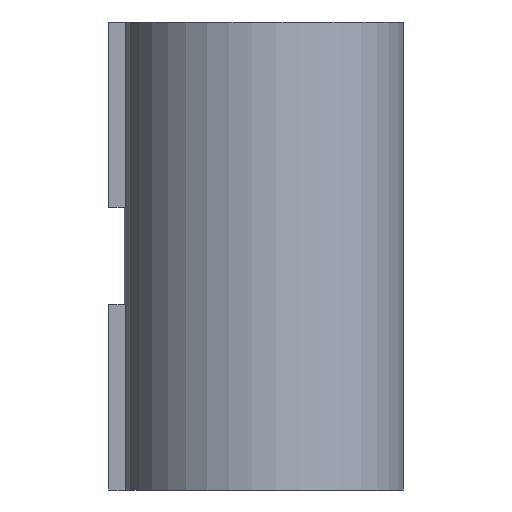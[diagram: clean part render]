
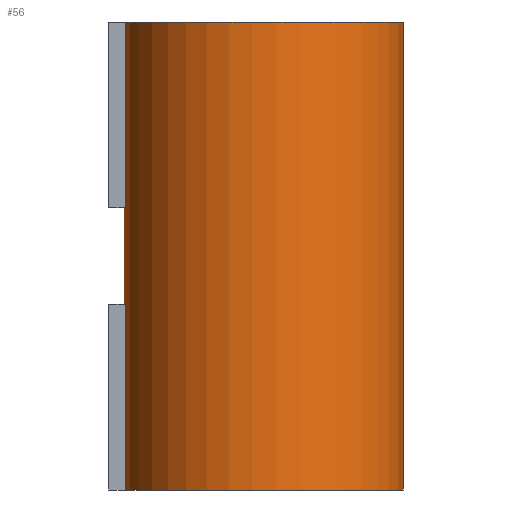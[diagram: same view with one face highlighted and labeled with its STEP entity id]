
A CAD part, left-side view. The second image highlights one B-rep face of the part: STEP entity #56.
In plain terms, the highlighted cylindrical face has radius 9 mm (diameter 18 mm), a partial arc.
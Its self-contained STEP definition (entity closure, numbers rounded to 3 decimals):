
#56 = ADVANCED_FACE( '', ( #113 ), #114, .T. );
#113 = FACE_OUTER_BOUND( '', #168, .T. );
#114 = CYLINDRICAL_SURFACE( '', #169, 9. );
#168 = EDGE_LOOP( '', ( #263, #264, #265, #266, #267, #268, #269, #270, #271, #272, #273, #274 ) );
#169 = AXIS2_PLACEMENT_3D( '', #275, #276, #277 );
#263 = ORIENTED_EDGE( '', *, *, #376, .F. );
#264 = ORIENTED_EDGE( '', *, *, #378, .F. );
#265 = ORIENTED_EDGE( '', *, *, #379, .F. );
#266 = ORIENTED_EDGE( '', *, *, #380, .F. );
#267 = ORIENTED_EDGE( '', *, *, #351, .F. );
#268 = ORIENTED_EDGE( '', *, *, #344, .F. );
#269 = ORIENTED_EDGE( '', *, *, #348, .F. );
#270 = ORIENTED_EDGE( '', *, *, #370, .T. );
#271 = ORIENTED_EDGE( '', *, *, #381, .T. );
#272 = ORIENTED_EDGE( '', *, *, #356, .T. );
#273 = ORIENTED_EDGE( '', *, *, #361, .T. );
#274 = ORIENTED_EDGE( '', *, *, #367, .T. );
#275 = CARTESIAN_POINT( '', ( 0., 0., 30. ) );
#276 = DIRECTION( '', ( 0., 0., 1. ) );
#277 = DIRECTION( '', ( -1., 0., 0. ) );
#344 = EDGE_CURVE( '', #404, #399, #406, .T. );
#348 = EDGE_CURVE( '', #410, #404, #412, .F. );
#351 = EDGE_CURVE( '', #399, #416, #417, .T. );
#356 = EDGE_CURVE( '', #424, #425, #426, .T. );
#361 = EDGE_CURVE( '', #425, #433, #434, .T. );
#367 = EDGE_CURVE( '', #433, #441, #443, .T. );
#370 = EDGE_CURVE( '', #410, #446, #448, .T. );
#376 = EDGE_CURVE( '', #454, #441, #456, .T. );
#378 = EDGE_CURVE( '', #458, #454, #459, .T. );
#379 = EDGE_CURVE( '', #460, #458, #461, .F. );
#380 = EDGE_CURVE( '', #416, #460, #462, .T. );
#381 = EDGE_CURVE( '', #446, #424, #463, .F. );
#399 = VERTEX_POINT( '', #485 );
#404 = VERTEX_POINT( '', #491 );
#406 = CIRCLE( '', #494, 9. );
#410 = VERTEX_POINT( '', #499 );
#412 = LINE( '', #502, #503 );
#416 = VERTEX_POINT( '', #508 );
#417 = LINE( '', #509, #510 );
#424 = VERTEX_POINT( '', #520 );
#425 = VERTEX_POINT( '', #521 );
#426 = CIRCLE( '', #522, 9. );
#433 = VERTEX_POINT( '', #532 );
#434 = LINE( '', #533, #534 );
#441 = VERTEX_POINT( '', #543 );
#443 = CIRCLE( '', #546, 9. );
#446 = VERTEX_POINT( '', #550 );
#448 = CIRCLE( '', #553, 9. );
#454 = VERTEX_POINT( '', #561 );
#456 = LINE( '', #564, #565 );
#458 = VERTEX_POINT( '', #567 );
#459 = CIRCLE( '', #568, 9. );
#460 = VERTEX_POINT( '', #569 );
#461 = LINE( '', #570, #571 );
#462 = CIRCLE( '', #572, 9. );
#463 = LINE( '', #573, #574 );
#485 = CARTESIAN_POINT( '', ( 1.2, 8.92, 30. ) );
#491 = CARTESIAN_POINT( '', ( 1.25, -8.913, 30. ) );
#494 = AXIS2_PLACEMENT_3D( '', #607, #608, #609 );
#499 = CARTESIAN_POINT( '', ( 1.25, -8.913, 0. ) );
#502 = CARTESIAN_POINT( '', ( 1.25, -8.913, 30. ) );
#503 = VECTOR( '', #612, 1000. );
#508 = CARTESIAN_POINT( '', ( 1.2, 8.92, 18.1 ) );
#509 = CARTESIAN_POINT( '', ( 1.2, 8.92, 30. ) );
#510 = VECTOR( '', #614, 1000. );
#520 = CARTESIAN_POINT( '', ( 1.2, 8.92, 11.9 ) );
#521 = CARTESIAN_POINT( '', ( -1.2, 8.92, 11.9 ) );
#522 = AXIS2_PLACEMENT_3D( '', #618, #619, #620 );
#532 = CARTESIAN_POINT( '', ( -1.2, 8.92, 0. ) );
#533 = CARTESIAN_POINT( '', ( -1.2, 8.92, 30. ) );
#534 = VECTOR( '', #624, 1000. );
#543 = CARTESIAN_POINT( '', ( -1.25, -8.913, 0. ) );
#546 = AXIS2_PLACEMENT_3D( '', #631, #632, #633 );
#550 = CARTESIAN_POINT( '', ( 1.2, 8.92, 0. ) );
#553 = AXIS2_PLACEMENT_3D( '', #636, #637, #638 );
#561 = CARTESIAN_POINT( '', ( -1.25, -8.913, 30. ) );
#564 = CARTESIAN_POINT( '', ( -1.25, -8.913, 30. ) );
#565 = VECTOR( '', #642, 1000. );
#567 = CARTESIAN_POINT( '', ( -1.2, 8.92, 30. ) );
#568 = AXIS2_PLACEMENT_3D( '', #643, #644, #645 );
#569 = CARTESIAN_POINT( '', ( -1.2, 8.92, 18.1 ) );
#570 = CARTESIAN_POINT( '', ( -1.2, 8.92, 30. ) );
#571 = VECTOR( '', #646, 1000. );
#572 = AXIS2_PLACEMENT_3D( '', #647, #648, #649 );
#573 = CARTESIAN_POINT( '', ( 1.2, 8.92, 30. ) );
#574 = VECTOR( '', #650, 1000. );
#607 = CARTESIAN_POINT( '', ( 0., 0., 30. ) );
#608 = DIRECTION( '', ( 0., 0., 1. ) );
#609 = DIRECTION( '', ( 1., 0., 0. ) );
#612 = DIRECTION( '', ( 0., 0., -1. ) );
#614 = DIRECTION( '', ( 0., 0., -1. ) );
#618 = CARTESIAN_POINT( '', ( 0., 0., 11.9 ) );
#619 = DIRECTION( '', ( 0., 0., 1. ) );
#620 = DIRECTION( '', ( 1., 0., 0. ) );
#624 = DIRECTION( '', ( 0., 0., -1. ) );
#631 = CARTESIAN_POINT( '', ( 0., 0., 0. ) );
#632 = DIRECTION( '', ( 0., 0., 1. ) );
#633 = DIRECTION( '', ( 1., 0., 0. ) );
#636 = CARTESIAN_POINT( '', ( 0., 0., 0. ) );
#637 = DIRECTION( '', ( 0., 0., 1. ) );
#638 = DIRECTION( '', ( 1., 0., 0. ) );
#642 = DIRECTION( '', ( 0., 0., -1. ) );
#643 = CARTESIAN_POINT( '', ( 0., 0., 30. ) );
#644 = DIRECTION( '', ( 0., 0., 1. ) );
#645 = DIRECTION( '', ( 1., 0., 0. ) );
#646 = DIRECTION( '', ( 0., 0., -1. ) );
#647 = CARTESIAN_POINT( '', ( 0., 0., 18.1 ) );
#648 = DIRECTION( '', ( 0., 0., 1. ) );
#649 = DIRECTION( '', ( 1., 0., 0. ) );
#650 = DIRECTION( '', ( 0., 0., -1. ) );
